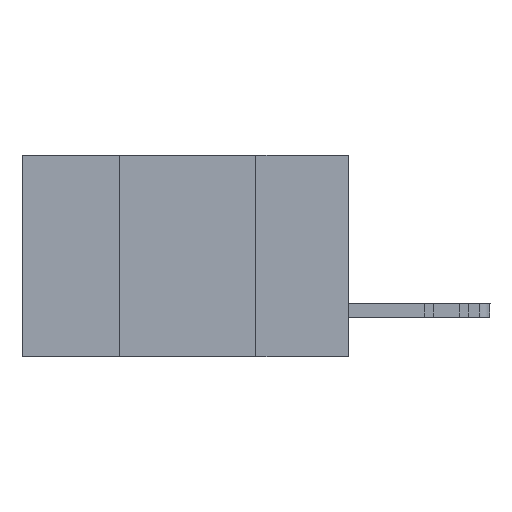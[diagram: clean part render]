
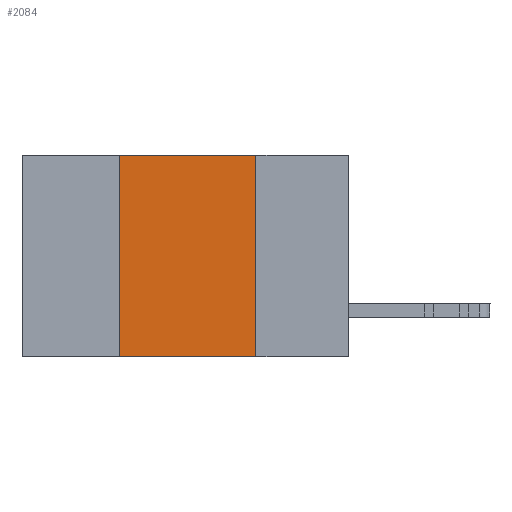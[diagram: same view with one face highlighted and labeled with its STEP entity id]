
A CAD part, left-side view. The second image highlights one B-rep face of the part: STEP entity #2084.
In plain terms, the highlighted planar face has unit normal (-1, 0, 0).
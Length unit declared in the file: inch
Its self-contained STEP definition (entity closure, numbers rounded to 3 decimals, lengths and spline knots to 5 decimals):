
#127 = LINE ( 'NONE', #5066, #23687 ) ;
#1559 = VERTEX_POINT ( 'NONE', #14364 ) ;
#2084 = ADVANCED_FACE ( 'NONE', ( #17641 ), #7899, .F. ) ;
#3274 = CARTESIAN_POINT ( 'NONE',  ( 0., 0.6, 0. ) ) ;
#3846 = LINE ( 'NONE', #13601, #8270 ) ;
#4158 = DIRECTION ( 'NONE',  ( 0., 0., -1. ) ) ;
#5066 = CARTESIAN_POINT ( 'NONE',  ( 0., 0.42, -0.37 ) ) ;
#5836 = CARTESIAN_POINT ( 'NONE',  ( 0., 0.17, -0.37 ) ) ;
#6966 = DIRECTION ( 'NONE',  ( 0., 0., 1. ) ) ;
#7787 = DIRECTION ( 'NONE',  ( 0., 0., -1. ) ) ;
#7816 = DIRECTION ( 'NONE',  ( 1., 0., 0. ) ) ;
#7899 = PLANE ( 'NONE',  #18017 ) ;
#8046 = CARTESIAN_POINT ( 'NONE',  ( 0., 0.6, 0. ) ) ;
#8270 = VECTOR ( 'NONE', #4158, 39.37008 ) ;
#8883 = DIRECTION ( 'NONE',  ( 0., -1., 0. ) ) ;
#9425 = EDGE_CURVE ( 'NONE', #10362, #9758, #14658, .T. ) ;
#9758 = VERTEX_POINT ( 'NONE', #5836 ) ;
#10362 = VERTEX_POINT ( 'NONE', #19086 ) ;
#11554 = EDGE_LOOP ( 'NONE', ( #13725, #13921, #14167, #14417 ) ) ;
#13265 = EDGE_CURVE ( 'NONE', #10362, #1559, #127, .T. ) ;
#13601 = CARTESIAN_POINT ( 'NONE',  ( 0., 0.17, -0.37 ) ) ;
#13725 = ORIENTED_EDGE ( 'NONE', *, *, #18304, .F. ) ;
#13921 = ORIENTED_EDGE ( 'NONE', *, *, #14576, .F. ) ;
#14167 = ORIENTED_EDGE ( 'NONE', *, *, #13265, .F. ) ;
#14364 = CARTESIAN_POINT ( 'NONE',  ( 0., 0.42, 0. ) ) ;
#14417 = ORIENTED_EDGE ( 'NONE', *, *, #9425, .T. ) ;
#14576 = EDGE_CURVE ( 'NONE', #1559, #20546, #20670, .T. ) ;
#14658 = LINE ( 'NONE', #16478, #20083 ) ;
#14930 = CARTESIAN_POINT ( 'NONE',  ( 0., 0.17, 0. ) ) ;
#16478 = CARTESIAN_POINT ( 'NONE',  ( 0., 0.6, -0.37 ) ) ;
#16627 = DIRECTION ( 'NONE',  ( 0., -1., 0. ) ) ;
#17641 = FACE_OUTER_BOUND ( 'NONE', #11554, .T. ) ;
#18017 = AXIS2_PLACEMENT_3D ( 'NONE', #8046, #7816, #7787 ) ;
#18304 = EDGE_CURVE ( 'NONE', #20546, #9758, #3846, .T. ) ;
#19086 = CARTESIAN_POINT ( 'NONE',  ( 0., 0.42, -0.37 ) ) ;
#20083 = VECTOR ( 'NONE', #16627, 39.37008 ) ;
#20131 = VECTOR ( 'NONE', #8883, 39.37008 ) ;
#20546 = VERTEX_POINT ( 'NONE', #14930 ) ;
#20670 = LINE ( 'NONE', #3274, #20131 ) ;
#23687 = VECTOR ( 'NONE', #6966, 39.37008 ) ;
